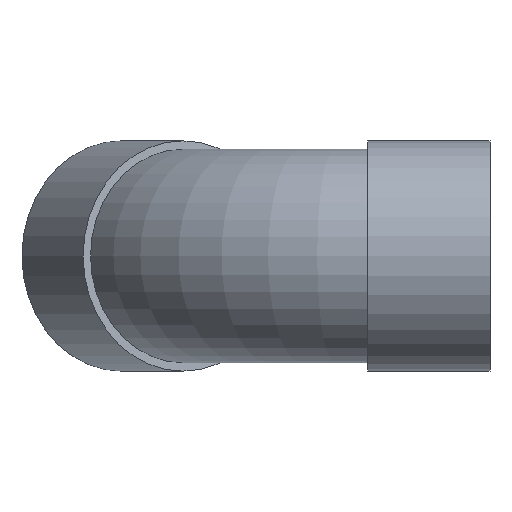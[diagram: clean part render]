
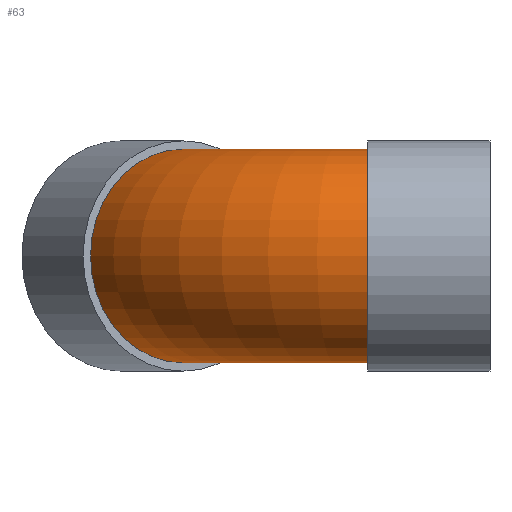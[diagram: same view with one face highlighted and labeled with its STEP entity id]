
A CAD part, left-side view. The second image highlights one B-rep face of the part: STEP entity #63.
In plain terms, the highlighted toroidal (fillet/blend) face has major radius 75 mm and minor radius 37.5 mm.
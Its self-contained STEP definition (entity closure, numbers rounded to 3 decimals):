
#63 = ADVANCED_FACE( '', ( #122, #123 ), #124, .T. );
#122 = FACE_OUTER_BOUND( '', #184, .T. );
#123 = FACE_OUTER_BOUND( '', #185, .T. );
#124 = TOROIDAL_SURFACE( '', #186, 75., 37.5 );
#184 = EDGE_LOOP( '', ( #238 ) );
#185 = EDGE_LOOP( '', ( #239 ) );
#186 = AXIS2_PLACEMENT_3D( '', #240, #241, #242 );
#238 = ORIENTED_EDGE( '', *, *, #305, .T. );
#239 = ORIENTED_EDGE( '', *, *, #306, .F. );
#240 = CARTESIAN_POINT( '', ( 75., 43., 0. ) );
#241 = DIRECTION( '', ( 0., 0., -1. ) );
#242 = DIRECTION( '', ( -1., 0., 0. ) );
#305 = EDGE_CURVE( '', #333, #333, #334, .T. );
#306 = EDGE_CURVE( '', #335, #335, #336, .T. );
#333 = VERTEX_POINT( '', #369 );
#334 = CIRCLE( '', #370, 37.5 );
#335 = VERTEX_POINT( '', #371 );
#336 = CIRCLE( '', #372, 37.5 );
#369 = CARTESIAN_POINT( '', ( 37.5, 43., 0. ) );
#370 = AXIS2_PLACEMENT_3D( '', #406, #407, #408 );
#371 = CARTESIAN_POINT( '', ( 56.25, 75.476, 0. ) );
#372 = AXIS2_PLACEMENT_3D( '', #409, #410, #411 );
#406 = CARTESIAN_POINT( '', ( 0., 43., 0. ) );
#407 = DIRECTION( '', ( 0., 1., 0. ) );
#408 = DIRECTION( '', ( 1., 0., 0. ) );
#409 = CARTESIAN_POINT( '', ( 37.5, 107.952, 0. ) );
#410 = DIRECTION( '', ( 0.866, 0.5, 0. ) );
#411 = DIRECTION( '', ( 0.5, -0.866, 0. ) );
